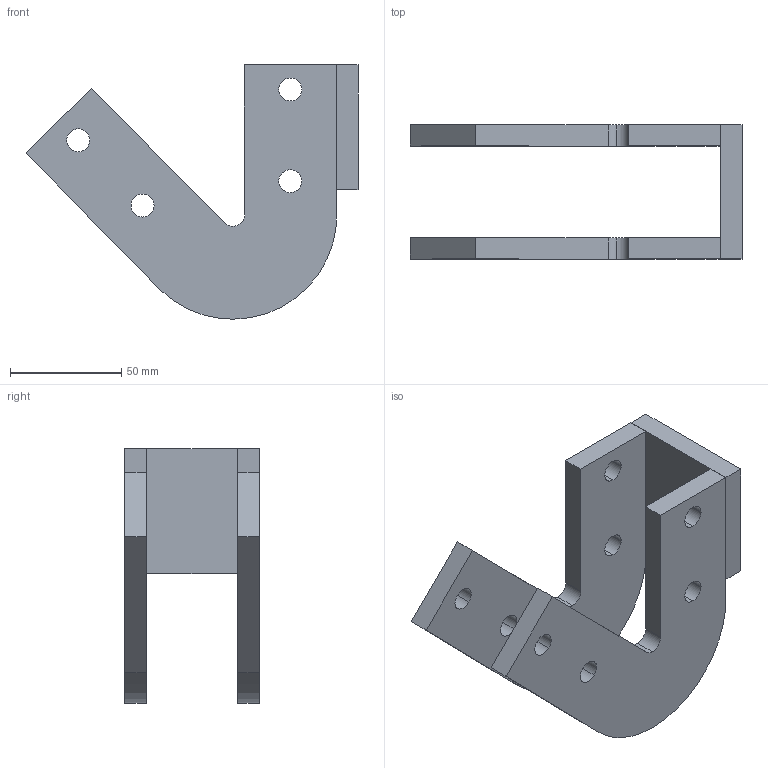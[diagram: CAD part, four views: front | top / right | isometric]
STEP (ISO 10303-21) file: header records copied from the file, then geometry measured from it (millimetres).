
FILE_DESCRIPTION(('TurboCAD Mac Pro'),'Build 980');
FILE_NAME('F50PU-2045.stp',' ',(''),(''),'ACIS Interop','IMSI','TurboCAD Mac Pro BY IMSI, INCORPORATED');
FILE_SCHEMA(('automotive_design'));
Length unit declared in the file: inch
Products named in the file (3): 1; 2; 3
Bounding box: 149.23 x 60.33 x 114.35 mm (x, y, z)
Volume: 195503.4 mm3; surface area: 55474.4 mm2
Topology: 3 solids, 3 shells, 62 faces, 168 edges, 112 vertices
Faces by surface type: bspline 40, plane 22
Entity records: 2750 total; most frequent: CARTESIAN_POINT 865, ORIENTED_EDGE 336, EDGE_CURVE 168, DIRECTION 138, VERTEX_POINT 112, LINE 88, VECTOR 88, B_SPLINE_CURVE_WITH_KNOTS 80
